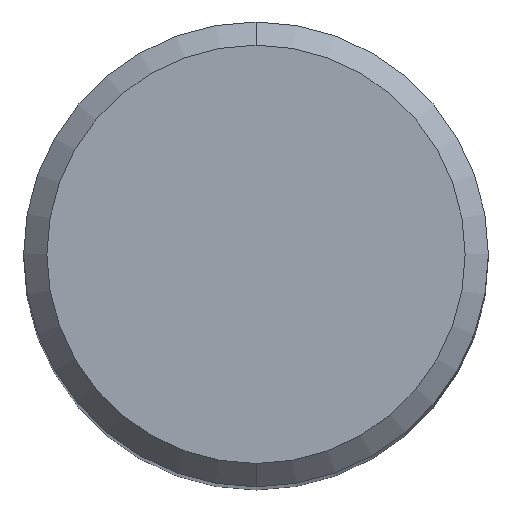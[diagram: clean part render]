
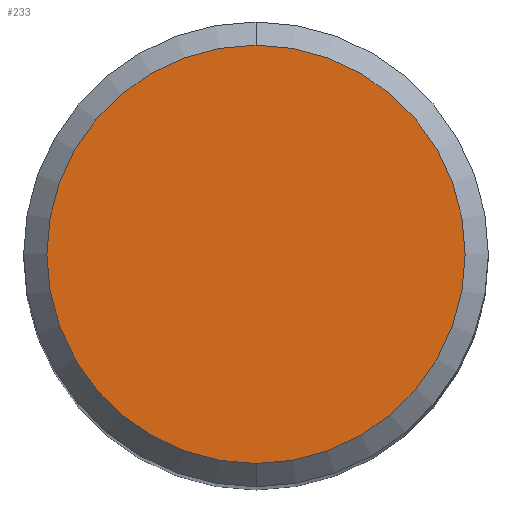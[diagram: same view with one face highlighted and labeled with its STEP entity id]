
A CAD part, top view. The second image highlights one B-rep face of the part: STEP entity #233.
In plain terms, the highlighted planar face has unit normal (0, 0, 1).
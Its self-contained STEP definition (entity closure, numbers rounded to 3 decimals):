
#229=EDGE_CURVE('',#359,#411,#540,.T.);
#233=ADVANCED_FACE('',(#544),#545,.T.);
#359=VERTEX_POINT('',#683);
#383=EDGE_CURVE('',#411,#359,#709,.T.);
#411=VERTEX_POINT('',#740);
#540=CIRCLE('',#978,4.5);
#544=FACE_OUTER_BOUND('',#982,.T.);
#545=PLANE('',#983);
#683=CARTESIAN_POINT('',(0.0,4.5,0.0));
#709=CIRCLE('',#1299,4.5);
#740=CARTESIAN_POINT('',(0.,-4.5,0.0));
#978=AXIS2_PLACEMENT_3D('',#1532,#1533,#1534);
#982=EDGE_LOOP('',(#1536,#1537));
#983=AXIS2_PLACEMENT_3D('',#1538,#1539,#1540);
#1299=AXIS2_PLACEMENT_3D('',#1712,#1713,#1714);
#1532=CARTESIAN_POINT('',(0.0,0.0,0.0));
#1533=DIRECTION('',(0.0,0.0,-1.0));
#1534=DIRECTION('',(0.0,1.0,0.0));
#1536=ORIENTED_EDGE('',*,*,#229,.F.);
#1537=ORIENTED_EDGE('',*,*,#383,.F.);
#1538=CARTESIAN_POINT('',(0.0,2.25,0.0));
#1539=DIRECTION('',(-0.0,0.0,1.0));
#1540=DIRECTION('',(0.0,-1.0,0.0));
#1712=CARTESIAN_POINT('',(0.0,0.0,0.0));
#1713=DIRECTION('',(0.0,0.0,-1.0));
#1714=DIRECTION('',(0.0,1.0,0.0));
